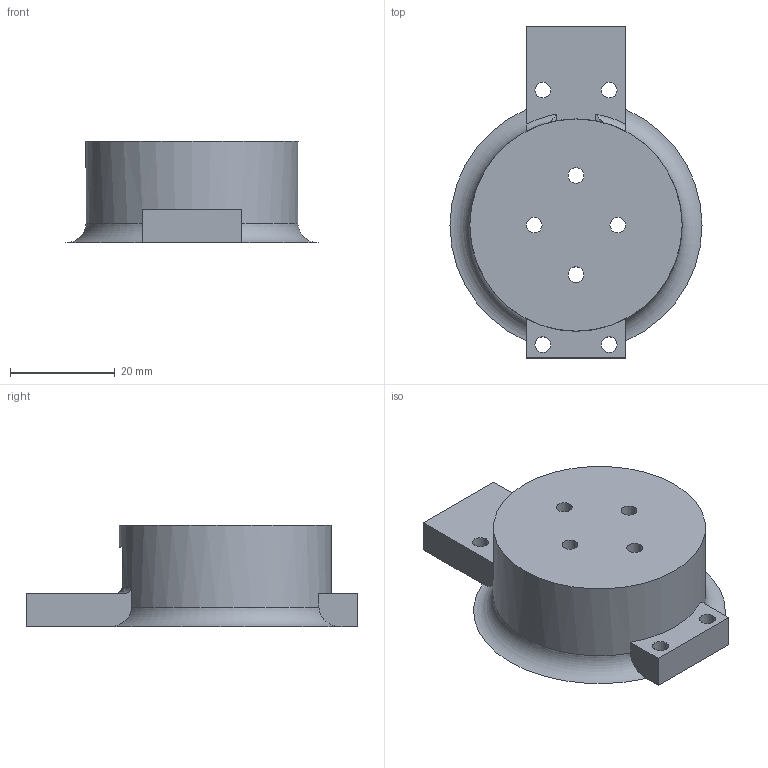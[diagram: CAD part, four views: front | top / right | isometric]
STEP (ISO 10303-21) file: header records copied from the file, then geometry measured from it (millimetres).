
FILE_DESCRIPTION(/* description */ (''),/* implementation_level */ '2;1');
FILE_NAME(/* name */ 'motor_mount.step',/* time_stamp */ '2025-12-05T03:50:18-05:00',/* author */ (''),/* organization */ (''),/* preprocessor_version */ 'ST-DEVELOPER v20.1',/* originating_system */ 'Autodesk Translation Framework v14.21.0.0',/* authorisation */ '');
FILE_SCHEMA (('AUTOMOTIVE_DESIGN { 1 0 10303 214 3 1 1 }'));
Length unit declared in the file: inch
Products named in the file (1): undercutter
Bounding box: 48.22 x 63.5 x 19.5 mm (x, y, z)
Volume: 17576.1 mm3; surface area: 8702.3 mm2
Topology: 1 solids, 1 shells, 30 faces, 85 edges, 56 vertices
Faces by surface type: plane 14, cylinder 12, torus 4
Full cylindrical faces by diameter (mm): 3 x8, 27.9 x1, 40.6 x1
Entity records: 1248 total; most frequent: CARTESIAN_POINT 302, DIRECTION 171, ORIENTED_EDGE 170, EDGE_CURVE 85, AXIS2_PLACEMENT_3D 65, VERTEX_POINT 56, EDGE_LOOP 47, LINE 41
